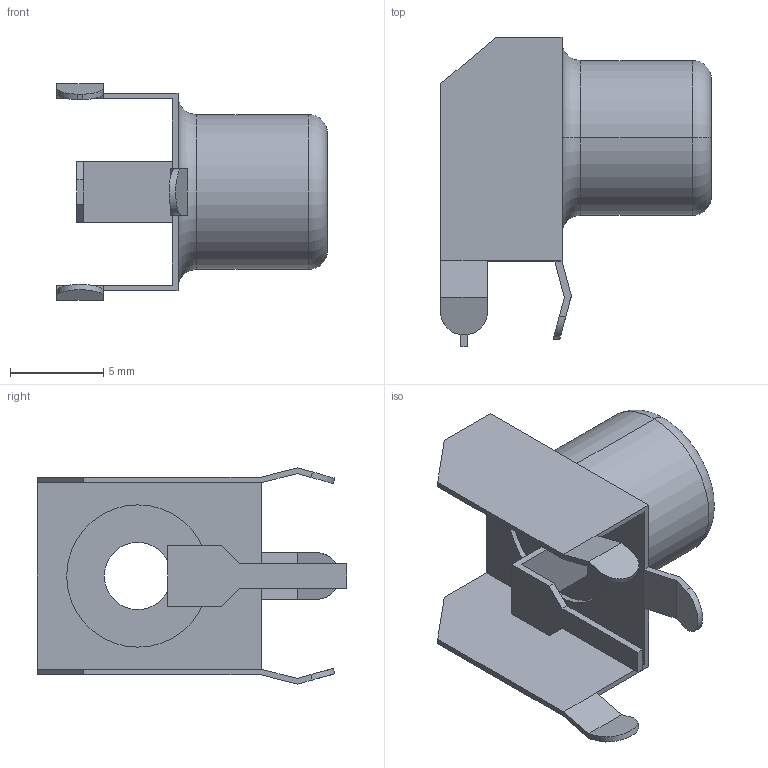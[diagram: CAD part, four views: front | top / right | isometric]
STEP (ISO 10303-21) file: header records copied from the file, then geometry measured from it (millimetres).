
FILE_DESCRIPTION(('FreeCAD Model'),'2;1');
FILE_NAME('Open CASCADE Shape Model','2022-05-22T18:58:50',('Author'),( ''),'Open CASCADE STEP processor 7.5','FreeCAD','Unknown');
FILE_SCHEMA(('AUTOMOTIVE_DESIGN { 1 0 10303 214 1 1 1 1 }'));
Length unit declared in the file: millimetre
Products named in the file (1): CUI_DEVICES_RCJ-013
Bounding box: 14.5 x 16.6 x 11.6 mm (x, y, z)
Volume: 434.7 mm3; surface area: 970.9 mm2
Topology: 1 solids, 1 shells, 62 faces, 159 edges, 102 vertices
Faces by surface type: plane 46, cylinder 12, torus 4
Entity records: 4036 total; most frequent: CARTESIAN_POINT 738, DIRECTION 623, LINE 415, VECTOR 415, ORIENTED_EDGE 318, PCURVE 318, DEFINITIONAL_REPRESENTATION 318, EDGE_CURVE 159
